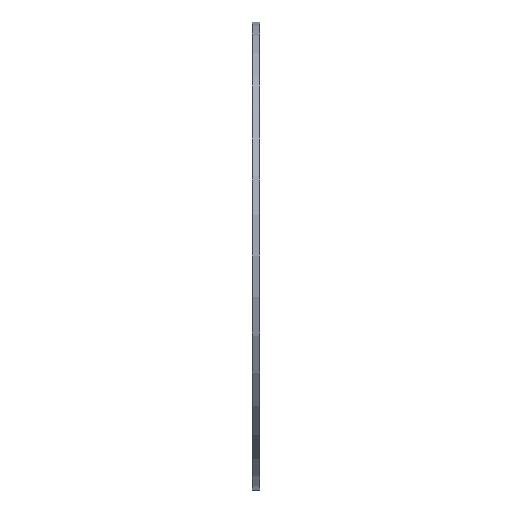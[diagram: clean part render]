
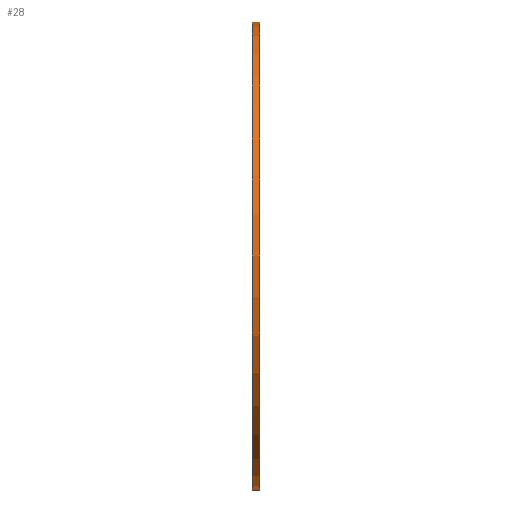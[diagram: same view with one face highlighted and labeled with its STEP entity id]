
A CAD part, left-side view. The second image highlights one B-rep face of the part: STEP entity #28.
In plain terms, the highlighted cylindrical face has radius 96.838 mm (diameter 193.675 mm), a partial arc.
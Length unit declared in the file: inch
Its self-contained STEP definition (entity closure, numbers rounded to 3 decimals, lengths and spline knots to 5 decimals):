
#28 = ADVANCED_FACE ( 'NONE', ( #427 ), #425, .T. ) ;
#64 = EDGE_CURVE ( 'NONE', #548, #561, #269, .T. ) ;
#65 = AXIS2_PLACEMENT_3D ( 'NONE', #290, #292, #564 ) ;
#74 = EDGE_CURVE ( 'NONE', #110, #145, #249, .T. ) ;
#75 = CIRCLE ( 'NONE', #187, 3.8125 ) ;
#110 = VERTEX_POINT ( 'NONE', #184 ) ;
#122 = ORIENTED_EDGE ( 'NONE', *, *, #74, .T. ) ;
#144 = ORIENTED_EDGE ( 'NONE', *, *, #490, .F. ) ;
#145 = VERTEX_POINT ( 'NONE', #243 ) ;
#146 = ORIENTED_EDGE ( 'NONE', *, *, #64, .F. ) ;
#184 = CARTESIAN_POINT ( 'NONE',  ( 0., 0.05906, -3.8125 ) ) ;
#187 = AXIS2_PLACEMENT_3D ( 'NONE', #399, #573, #465 ) ;
#243 = CARTESIAN_POINT ( 'NONE',  ( 0., -0.05906, -3.8125 ) ) ;
#246 = DIRECTION ( 'NONE',  ( 0., -1., 0. ) ) ;
#248 = CARTESIAN_POINT ( 'NONE',  ( 0., 0.05906, -3.8125 ) ) ;
#249 = LINE ( 'NONE', #248, #310 ) ;
#265 = DIRECTION ( 'NONE',  ( 0., -1., 0. ) ) ;
#266 = CARTESIAN_POINT ( 'NONE',  ( 0., 0.05906, 3.8125 ) ) ;
#269 = LINE ( 'NONE', #266, #341 ) ;
#290 = CARTESIAN_POINT ( 'NONE',  ( 0., -0.05906, 0. ) ) ;
#292 = DIRECTION ( 'NONE',  ( 0., 1., 0. ) ) ;
#300 = CARTESIAN_POINT ( 'NONE',  ( 0., -0.05906, 3.8125 ) ) ;
#310 = VECTOR ( 'NONE', #246, 39.37008 ) ;
#314 = EDGE_CURVE ( 'NONE', #145, #561, #326, .T. ) ;
#326 = CIRCLE ( 'NONE', #65, 3.8125 ) ;
#331 = CARTESIAN_POINT ( 'NONE',  ( 0., 0.05906, 3.8125 ) ) ;
#341 = VECTOR ( 'NONE', #265, 39.37008 ) ;
#380 = AXIS2_PLACEMENT_3D ( 'NONE', #421, #420, #419 ) ;
#399 = CARTESIAN_POINT ( 'NONE',  ( 0., 0.05906, 0. ) ) ;
#419 = DIRECTION ( 'NONE',  ( 0., 0., -1. ) ) ;
#420 = DIRECTION ( 'NONE',  ( 0., -1., 0. ) ) ;
#421 = CARTESIAN_POINT ( 'NONE',  ( 0., 0.05906, 0. ) ) ;
#425 = CYLINDRICAL_SURFACE ( 'NONE', #380, 3.8125 ) ;
#427 = FACE_OUTER_BOUND ( 'NONE', #553, .T. ) ;
#465 = DIRECTION ( 'NONE',  ( 0., 0., 1. ) ) ;
#490 = EDGE_CURVE ( 'NONE', #110, #548, #75, .T. ) ;
#548 = VERTEX_POINT ( 'NONE', #331 ) ;
#553 = EDGE_LOOP ( 'NONE', ( #146, #144, #122, #621 ) ) ;
#561 = VERTEX_POINT ( 'NONE', #300 ) ;
#564 = DIRECTION ( 'NONE',  ( 0., 0., 1. ) ) ;
#573 = DIRECTION ( 'NONE',  ( 0., 1., 0. ) ) ;
#621 = ORIENTED_EDGE ( 'NONE', *, *, #314, .T. ) ;
